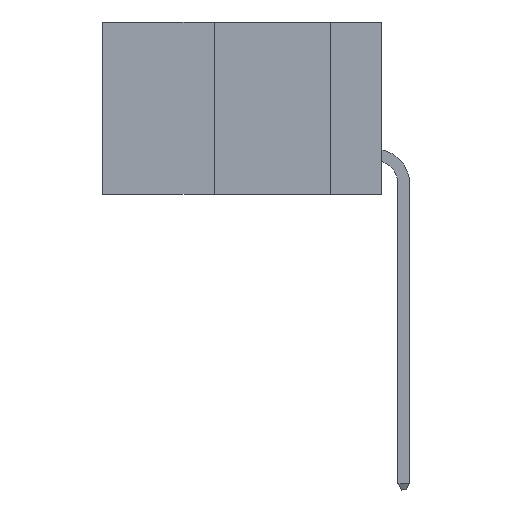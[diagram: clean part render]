
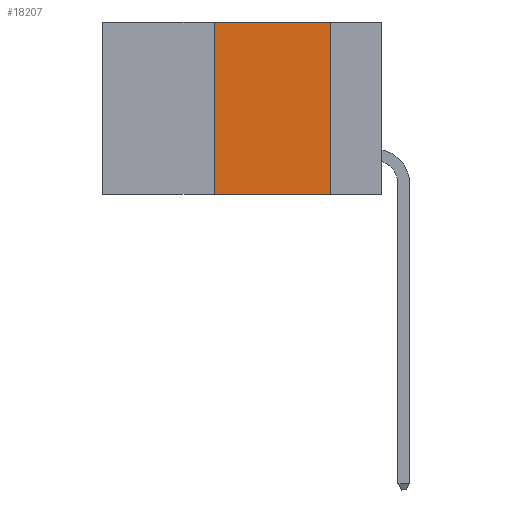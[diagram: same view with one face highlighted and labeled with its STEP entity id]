
A CAD part, left-side view. The second image highlights one B-rep face of the part: STEP entity #18207.
In plain terms, the highlighted planar face has unit normal (-1, 0, 0).
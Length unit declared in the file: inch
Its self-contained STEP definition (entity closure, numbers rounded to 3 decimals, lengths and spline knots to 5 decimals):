
#2691 = LINE ( 'NONE', #17631, #18270 ) ;
#3866 = FACE_OUTER_BOUND ( 'NONE', #17539, .T. ) ;
#4123 = VERTEX_POINT ( 'NONE', #19923 ) ;
#4681 = CARTESIAN_POINT ( 'NONE',  ( 0., 0.11, 0. ) ) ;
#5290 = VECTOR ( 'NONE', #14277, 39.37008 ) ;
#5905 = ORIENTED_EDGE ( 'NONE', *, *, #28068, .T. ) ;
#7152 = VERTEX_POINT ( 'NONE', #17799 ) ;
#7455 = EDGE_CURVE ( 'NONE', #10557, #7152, #8035, .T. ) ;
#8035 = LINE ( 'NONE', #16154, #18198 ) ;
#10557 = VERTEX_POINT ( 'NONE', #17624 ) ;
#10586 = LINE ( 'NONE', #4681, #19684 ) ;
#10796 = AXIS2_PLACEMENT_3D ( 'NONE', #12381, #14559, #18517 ) ;
#12381 = CARTESIAN_POINT ( 'NONE',  ( 0., 0.6, 0. ) ) ;
#13669 = DIRECTION ( 'NONE',  ( 0., 0., -1. ) ) ;
#13741 = CARTESIAN_POINT ( 'NONE',  ( 0., 0.11, -0.37 ) ) ;
#14269 = PLANE ( 'NONE',  #10796 ) ;
#14277 = DIRECTION ( 'NONE',  ( 0., -1., 0. ) ) ;
#14559 = DIRECTION ( 'NONE',  ( 1., 0., 0. ) ) ;
#14560 = ORIENTED_EDGE ( 'NONE', *, *, #21771, .F. ) ;
#16154 = CARTESIAN_POINT ( 'NONE',  ( 0., 0.36, 0. ) ) ;
#16817 = LINE ( 'NONE', #26903, #5290 ) ;
#17403 = ORIENTED_EDGE ( 'NONE', *, *, #20313, .F. ) ;
#17539 = EDGE_LOOP ( 'NONE', ( #17403, #14560, #18199, #5905 ) ) ;
#17624 = CARTESIAN_POINT ( 'NONE',  ( 0., 0.36, -0.37 ) ) ;
#17631 = CARTESIAN_POINT ( 'NONE',  ( 0., 0.6, 0. ) ) ;
#17675 = VERTEX_POINT ( 'NONE', #13741 ) ;
#17799 = CARTESIAN_POINT ( 'NONE',  ( 0., 0.36, 0. ) ) ;
#18198 = VECTOR ( 'NONE', #24702, 39.37008 ) ;
#18199 = ORIENTED_EDGE ( 'NONE', *, *, #7455, .F. ) ;
#18207 = ADVANCED_FACE ( 'NONE', ( #3866 ), #14269, .F. ) ;
#18270 = VECTOR ( 'NONE', #21459, 39.37008 ) ;
#18517 = DIRECTION ( 'NONE',  ( 0., 0., -1. ) ) ;
#19684 = VECTOR ( 'NONE', #13669, 39.37008 ) ;
#19923 = CARTESIAN_POINT ( 'NONE',  ( 0., 0.11, 0. ) ) ;
#20313 = EDGE_CURVE ( 'NONE', #4123, #17675, #10586, .T. ) ;
#21459 = DIRECTION ( 'NONE',  ( 0., -1., 0. ) ) ;
#21771 = EDGE_CURVE ( 'NONE', #7152, #4123, #2691, .T. ) ;
#24702 = DIRECTION ( 'NONE',  ( 0., 0., 1. ) ) ;
#26903 = CARTESIAN_POINT ( 'NONE',  ( 0., 0.6, -0.37 ) ) ;
#28068 = EDGE_CURVE ( 'NONE', #10557, #17675, #16817, .T. ) ;
